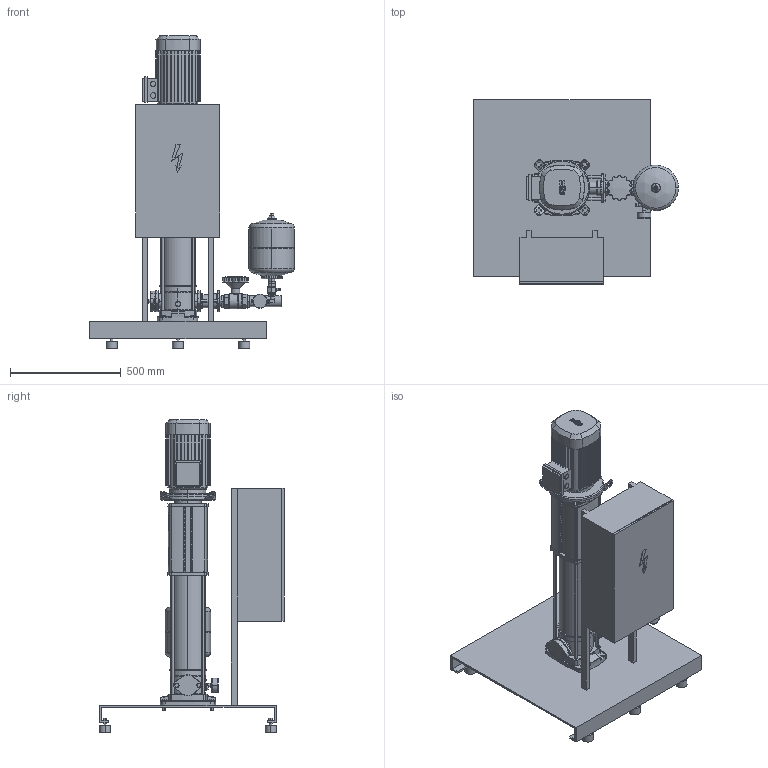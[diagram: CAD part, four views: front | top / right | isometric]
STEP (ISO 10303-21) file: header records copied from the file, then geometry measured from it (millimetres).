
FILE_DESCRIPTION((''),'2;1');
FILE_NAME('3d_CO-1HelixV1609_K_CE+-2532193.stp','2016-01-25T12:50:33',(''),(''),'Mechanical Desktop 2009','Mechanical Desktop 2009',', , ');
FILE_SCHEMA(('CONFIG_CONTROL_DESIGN'));
Length unit declared in the file: millimetre
Products named in the file (1): Product
Bounding box: 927 x 837 x 1418.2 mm (x, y, z)
Volume: 95654512.2 mm3; surface area: 5210759.3 mm2
Topology: 52 solids, 52 shells, 2040 faces, 5322 edges, 3476 vertices
Faces by surface type: plane 930, bspline 491, cylinder 440, cone 108, torus 64, sphere 7
Entity records: 68850 total; most frequent: CARTESIAN_POINT 18559, ORIENTED_EDGE 10640, DIRECTION 9843, EDGE_CURVE 5320, VERTEX_POINT 3475, VECTOR 3409, LINE 3409, AXIS2_PLACEMENT_3D 3217
